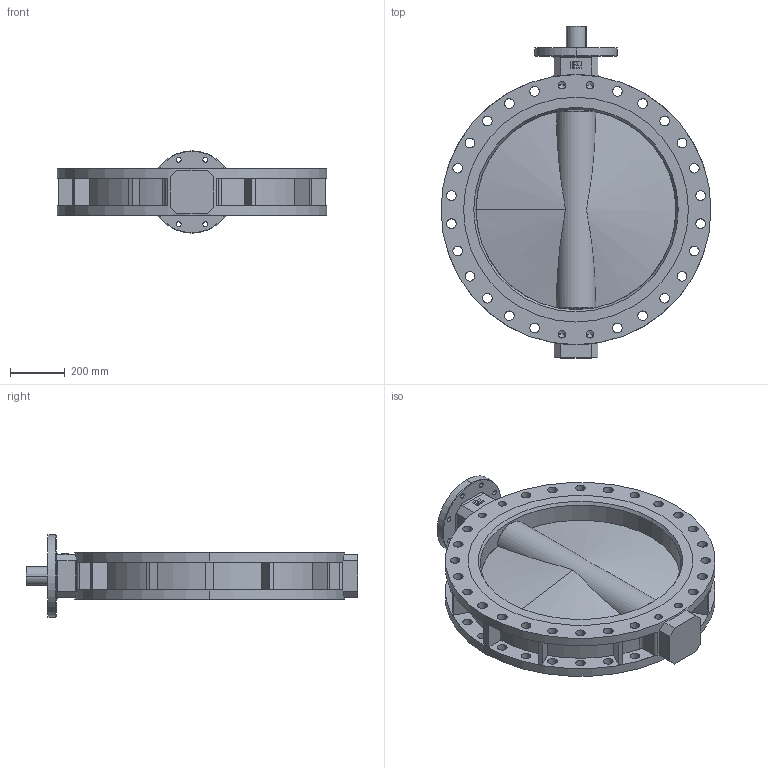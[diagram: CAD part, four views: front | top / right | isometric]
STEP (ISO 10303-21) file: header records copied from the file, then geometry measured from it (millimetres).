
FILE_DESCRIPTION (( 'STEP AP214' ), '1' );
FILE_NAME ('D40750._A.step', '2013-07-30T15:17:25', ( 'mbuehlmann' ), ( '' ), 'SwSTEP 2.0', 'SolidWorks 2012', '' );
FILE_SCHEMA (( 'AUTOMOTIVE_DESIGN' ));
Length unit declared in the file: millimetre
Products named in the file (6): ia-Logo26; ia-scheibe250_ia-scheibe750; ia-Keil_ia-Keil800; ia-Dichtungbasic_Dichtung750; BO.D40750._A; D40750._A
Assembly tree (5 placements, depth 2):
  D40750._A
    BO.D40750._A
    ia-Dichtungbasic_Dichtung750
    ia-Keil_ia-Keil800
    ia-scheibe250_ia-scheibe750
    ia-Logo26
Bounding box: 985 x 1211 x 300 mm (x, y, z)
Volume: 69038488.8 mm3; surface area: 4350544.4 mm2
Topology: 5 solids, 5 shells, 310 faces, 856 edges, 550 vertices
Faces by surface type: cylinder 170, plane 94, cone 32, torus 12, sphere 2
Entity records: 10841 total; most frequent: CARTESIAN_POINT 2136, DIRECTION 1807, ORIENTED_EDGE 1674, EDGE_CURVE 837, AXIS2_PLACEMENT_3D 696, VERTEX_POINT 549, EDGE_LOOP 440, VECTOR 415
